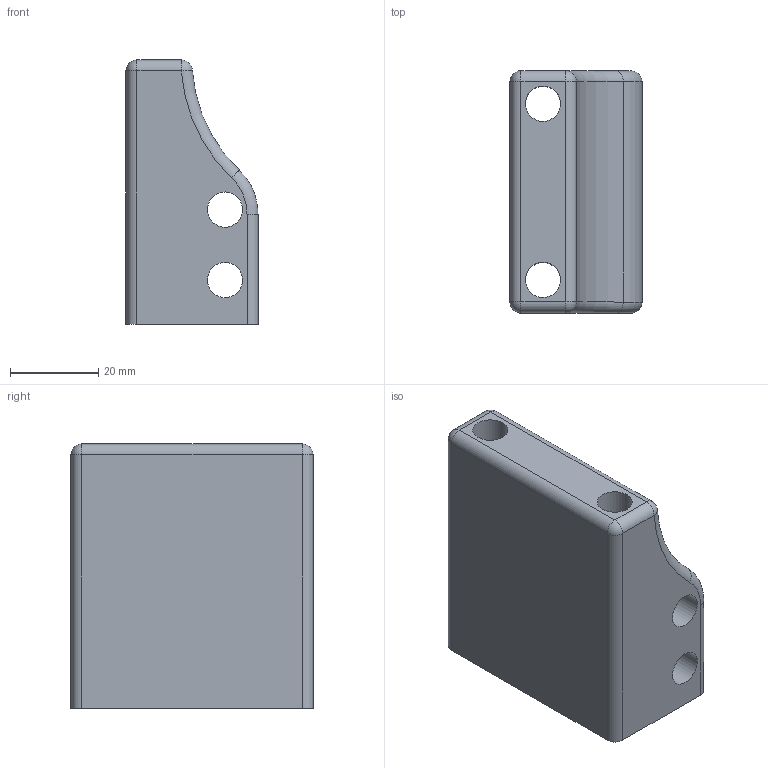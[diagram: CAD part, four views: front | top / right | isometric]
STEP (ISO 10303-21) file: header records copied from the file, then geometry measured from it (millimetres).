
FILE_DESCRIPTION(('FreeCAD Model'),'2;1');
FILE_NAME('ProjRailSupport.step','2015-04-13T18:52:58', ('FreeCAD'),('FreeCAD'),'Open CASCADE STEP processor 6.5','FreeCAD', 'Unknown');
FILE_SCHEMA(('AUTOMOTIVE_DESIGN_CC2 { 1 2 10303 214 -1 1 5 4 }'));
Length unit declared in the file: millimetre
Products named in the file (1): ProjRailSupport
Bounding box: 30 x 55 x 60 mm (x, y, z)
Volume: 70140.3 mm3; surface area: 17249.4 mm2
Topology: 1 solids, 1 shells, 28 faces, 70 edges, 40 vertices
Faces by surface type: cylinder 14, plane 6, torus 4, sphere 4
Full cylindrical faces by diameter (mm): 8 x4
Entity records: 1721 total; most frequent: CARTESIAN_POINT 363, DIRECTION 260, ORIENTED_EDGE 132, PCURVE 132, DEFINITIONAL_REPRESENTATION 132, LINE 114, VECTOR 114, AXIS2_PLACEMENT_3D 69
